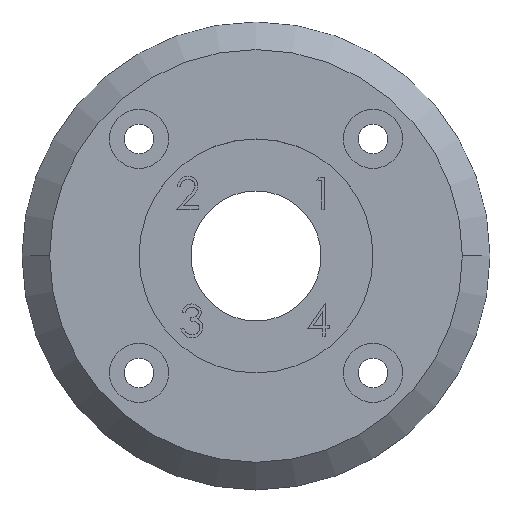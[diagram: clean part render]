
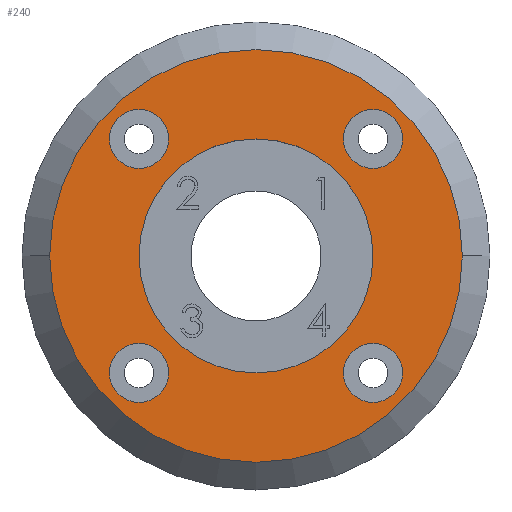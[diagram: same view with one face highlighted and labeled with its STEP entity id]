
A CAD part, top view. The second image highlights one B-rep face of the part: STEP entity #240.
In plain terms, the highlighted planar face has unit normal (0, 0, 1).
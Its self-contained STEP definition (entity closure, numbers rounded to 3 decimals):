
#28 = EDGE_CURVE ( 'NONE', #2192, #1780, #466, .T. ) ;
#48 = VERTEX_POINT ( 'NONE', #1180 ) ;
#61 = AXIS2_PLACEMENT_3D ( 'NONE', #1537, #4060, #1903 ) ;
#150 = DIRECTION ( 'NONE',  ( 1., 0., 0. ) ) ;
#178 = VERTEX_POINT ( 'NONE', #2279 ) ;
#180 = CARTESIAN_POINT ( 'NONE',  ( 12.7, -12.7, 0. ) ) ;
#225 = DIRECTION ( 'NONE',  ( 1., 0., 0. ) ) ;
#240 = ADVANCED_FACE ( 'NONE', ( #636, #2422, #4341, #3369, #1478, #516 ), #2526, .T. ) ;
#242 = VERTEX_POINT ( 'NONE', #3590 ) ;
#306 = EDGE_LOOP ( 'NONE', ( #2947, #2017 ) ) ;
#315 = DIRECTION ( 'NONE',  ( 1., 0., 0. ) ) ;
#362 = CIRCLE ( 'NONE', #1968, 22.4 ) ;
#365 = EDGE_CURVE ( 'NONE', #2795, #571, #2076, .T. ) ;
#386 = DIRECTION ( 'NONE',  ( 0., 0., 1. ) ) ;
#404 = AXIS2_PLACEMENT_3D ( 'NONE', #740, #3247, #1099 ) ;
#453 = ORIENTED_EDGE ( 'NONE', *, *, #2548, .F. ) ;
#466 = CIRCLE ( 'NONE', #634, 12.7 ) ;
#482 = CIRCLE ( 'NONE', #2055, 3.2 ) ;
#516 = FACE_BOUND ( 'NONE', #2546, .T. ) ;
#539 = EDGE_LOOP ( 'NONE', ( #2200, #2459 ) ) ;
#542 = DIRECTION ( 'NONE',  ( 1., 0., 0. ) ) ;
#571 = VERTEX_POINT ( 'NONE', #1038 ) ;
#581 = EDGE_CURVE ( 'NONE', #178, #48, #362, .T. ) ;
#600 = CARTESIAN_POINT ( 'NONE',  ( -9.5, 12.7, 0. ) ) ;
#634 = AXIS2_PLACEMENT_3D ( 'NONE', #3257, #3237, #1110 ) ;
#636 = FACE_OUTER_BOUND ( 'NONE', #2202, .T. ) ;
#651 = CIRCLE ( 'NONE', #2458, 22.4 ) ;
#679 = EDGE_CURVE ( 'NONE', #1692, #4395, #3813, .T. ) ;
#692 = CARTESIAN_POINT ( 'NONE',  ( 0., 0., 0. ) ) ;
#740 = CARTESIAN_POINT ( 'NONE',  ( -12.7, 12.7, 0. ) ) ;
#761 = EDGE_LOOP ( 'NONE', ( #4481, #1746 ) ) ;
#897 = AXIS2_PLACEMENT_3D ( 'NONE', #180, #2674, #542 ) ;
#959 = CARTESIAN_POINT ( 'NONE',  ( -12.7, -12.7, 0. ) ) ;
#1038 = CARTESIAN_POINT ( 'NONE',  ( -15.9, 12.7, 0. ) ) ;
#1045 = CIRCLE ( 'NONE', #3559, 3.2 ) ;
#1050 = CIRCLE ( 'NONE', #1728, 3.2 ) ;
#1082 = CARTESIAN_POINT ( 'NONE',  ( 15.9, 12.7, 0. ) ) ;
#1099 = DIRECTION ( 'NONE',  ( 1., 0., 0. ) ) ;
#1110 = DIRECTION ( 'NONE',  ( 1., 0., 0. ) ) ;
#1153 = DIRECTION ( 'NONE',  ( 0., 0., 1. ) ) ;
#1180 = CARTESIAN_POINT ( 'NONE',  ( -22.4, 0., 0. ) ) ;
#1315 = EDGE_CURVE ( 'NONE', #242, #3506, #1045, .T. ) ;
#1316 = DIRECTION ( 'NONE',  ( 0., 0., 1. ) ) ;
#1319 = DIRECTION ( 'NONE',  ( 1., 0., 0. ) ) ;
#1478 = FACE_BOUND ( 'NONE', #2275, .T. ) ;
#1493 = ORIENTED_EDGE ( 'NONE', *, *, #4230, .F. ) ;
#1537 = CARTESIAN_POINT ( 'NONE',  ( -12.7, 12.7, 0. ) ) ;
#1617 = AXIS2_PLACEMENT_3D ( 'NONE', #4440, #2293, #150 ) ;
#1653 = ORIENTED_EDGE ( 'NONE', *, *, #28, .F. ) ;
#1674 = ORIENTED_EDGE ( 'NONE', *, *, #581, .T. ) ;
#1692 = VERTEX_POINT ( 'NONE', #1082 ) ;
#1728 = AXIS2_PLACEMENT_3D ( 'NONE', #1819, #4337, #2184 ) ;
#1746 = ORIENTED_EDGE ( 'NONE', *, *, #2212, .F. ) ;
#1778 = CARTESIAN_POINT ( 'NONE',  ( 0., 0., 0. ) ) ;
#1780 = VERTEX_POINT ( 'NONE', #1825 ) ;
#1819 = CARTESIAN_POINT ( 'NONE',  ( 12.7, 12.7, 0. ) ) ;
#1825 = CARTESIAN_POINT ( 'NONE',  ( -12.7, 0., 0. ) ) ;
#1848 = CARTESIAN_POINT ( 'NONE',  ( 15.9, -12.7, 0. ) ) ;
#1903 = DIRECTION ( 'NONE',  ( 1., 0., 0. ) ) ;
#1968 = AXIS2_PLACEMENT_3D ( 'NONE', #692, #3202, #225 ) ;
#2016 = CARTESIAN_POINT ( 'NONE',  ( -12.7, -12.7, 0. ) ) ;
#2017 = ORIENTED_EDGE ( 'NONE', *, *, #4046, .F. ) ;
#2023 = ORIENTED_EDGE ( 'NONE', *, *, #2932, .T. ) ;
#2055 = AXIS2_PLACEMENT_3D ( 'NONE', #3298, #1153, #3647 ) ;
#2076 = CIRCLE ( 'NONE', #61, 3.2 ) ;
#2085 = AXIS2_PLACEMENT_3D ( 'NONE', #2016, #4533, #2394 ) ;
#2123 = EDGE_CURVE ( 'NONE', #2611, #3887, #2158, .T. ) ;
#2158 = CIRCLE ( 'NONE', #897, 3.2 ) ;
#2184 = DIRECTION ( 'NONE',  ( 1., 0., 0. ) ) ;
#2192 = VERTEX_POINT ( 'NONE', #2709 ) ;
#2200 = ORIENTED_EDGE ( 'NONE', *, *, #2123, .F. ) ;
#2202 = EDGE_LOOP ( 'NONE', ( #2023, #1674 ) ) ;
#2212 = EDGE_CURVE ( 'NONE', #3506, #242, #2893, .T. ) ;
#2275 = EDGE_LOOP ( 'NONE', ( #2515, #453 ) ) ;
#2279 = CARTESIAN_POINT ( 'NONE',  ( 22.4, 0., 0. ) ) ;
#2293 = DIRECTION ( 'NONE',  ( 0., 0., 1. ) ) ;
#2394 = DIRECTION ( 'NONE',  ( 1., 0., 0. ) ) ;
#2422 = FACE_BOUND ( 'NONE', #539, .T. ) ;
#2452 = DIRECTION ( 'NONE',  ( 0., 0., 1. ) ) ;
#2458 = AXIS2_PLACEMENT_3D ( 'NONE', #4593, #2452, #315 ) ;
#2459 = ORIENTED_EDGE ( 'NONE', *, *, #2607, .F. ) ;
#2465 = AXIS2_PLACEMENT_3D ( 'NONE', #3450, #1316, #3814 ) ;
#2515 = ORIENTED_EDGE ( 'NONE', *, *, #365, .F. ) ;
#2526 = PLANE ( 'NONE',  #4004 ) ;
#2546 = EDGE_LOOP ( 'NONE', ( #1653, #1493 ) ) ;
#2548 = EDGE_CURVE ( 'NONE', #571, #2795, #3562, .T. ) ;
#2607 = EDGE_CURVE ( 'NONE', #3887, #2611, #482, .T. ) ;
#2611 = VERTEX_POINT ( 'NONE', #1848 ) ;
#2674 = DIRECTION ( 'NONE',  ( 0., 0., 1. ) ) ;
#2709 = CARTESIAN_POINT ( 'NONE',  ( 12.7, 0., 0. ) ) ;
#2795 = VERTEX_POINT ( 'NONE', #600 ) ;
#2885 = DIRECTION ( 'NONE',  ( 1., 0., 0. ) ) ;
#2893 = CIRCLE ( 'NONE', #2085, 3.2 ) ;
#2932 = EDGE_CURVE ( 'NONE', #48, #178, #651, .T. ) ;
#2947 = ORIENTED_EDGE ( 'NONE', *, *, #679, .F. ) ;
#3076 = CARTESIAN_POINT ( 'NONE',  ( 9.5, -12.7, 0. ) ) ;
#3202 = DIRECTION ( 'NONE',  ( 0., 0., 1. ) ) ;
#3237 = DIRECTION ( 'NONE',  ( 0., 0., 1. ) ) ;
#3247 = DIRECTION ( 'NONE',  ( 0., 0., 1. ) ) ;
#3257 = CARTESIAN_POINT ( 'NONE',  ( 0., 0., 0. ) ) ;
#3298 = CARTESIAN_POINT ( 'NONE',  ( 12.7, -12.7, 0. ) ) ;
#3337 = CARTESIAN_POINT ( 'NONE',  ( -15.9, -12.7, 0. ) ) ;
#3369 = FACE_BOUND ( 'NONE', #306, .T. ) ;
#3450 = CARTESIAN_POINT ( 'NONE',  ( 12.7, 12.7, 0. ) ) ;
#3451 = DIRECTION ( 'NONE',  ( 0., 0., 1. ) ) ;
#3506 = VERTEX_POINT ( 'NONE', #3337 ) ;
#3535 = CARTESIAN_POINT ( 'NONE',  ( 9.5, 12.7, 0. ) ) ;
#3559 = AXIS2_PLACEMENT_3D ( 'NONE', #959, #3451, #1319 ) ;
#3562 = CIRCLE ( 'NONE', #404, 3.2 ) ;
#3590 = CARTESIAN_POINT ( 'NONE',  ( -9.5, -12.7, 0. ) ) ;
#3647 = DIRECTION ( 'NONE',  ( 1., 0., 0. ) ) ;
#3813 = CIRCLE ( 'NONE', #2465, 3.2 ) ;
#3814 = DIRECTION ( 'NONE',  ( 1., 0., 0. ) ) ;
#3887 = VERTEX_POINT ( 'NONE', #3076 ) ;
#4004 = AXIS2_PLACEMENT_3D ( 'NONE', #1778, #386, #2885 ) ;
#4046 = EDGE_CURVE ( 'NONE', #4395, #1692, #1050, .T. ) ;
#4060 = DIRECTION ( 'NONE',  ( 0., 0., 1. ) ) ;
#4068 = CIRCLE ( 'NONE', #1617, 12.7 ) ;
#4230 = EDGE_CURVE ( 'NONE', #1780, #2192, #4068, .T. ) ;
#4337 = DIRECTION ( 'NONE',  ( 0., 0., 1. ) ) ;
#4341 = FACE_BOUND ( 'NONE', #761, .T. ) ;
#4395 = VERTEX_POINT ( 'NONE', #3535 ) ;
#4440 = CARTESIAN_POINT ( 'NONE',  ( 0., 0., 0. ) ) ;
#4481 = ORIENTED_EDGE ( 'NONE', *, *, #1315, .F. ) ;
#4533 = DIRECTION ( 'NONE',  ( 0., 0., 1. ) ) ;
#4593 = CARTESIAN_POINT ( 'NONE',  ( 0., 0., 0. ) ) ;
